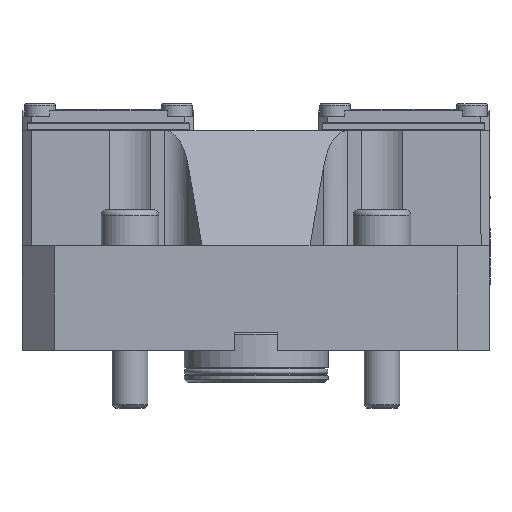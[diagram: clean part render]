
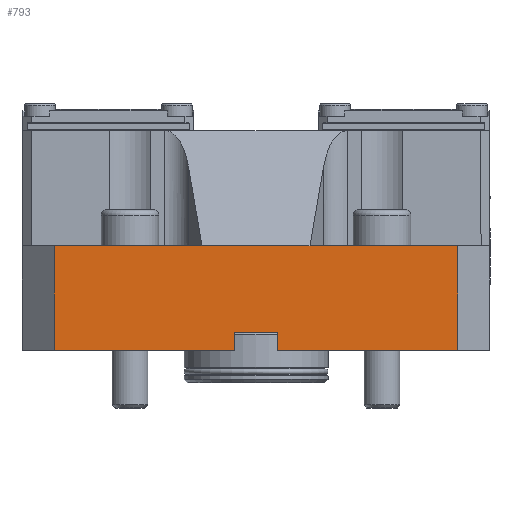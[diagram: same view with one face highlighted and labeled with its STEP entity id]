
A CAD part, top view. The second image highlights one B-rep face of the part: STEP entity #793.
In plain terms, the highlighted planar face has unit normal (0, 0, 1).
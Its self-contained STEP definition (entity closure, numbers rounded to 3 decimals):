
#48 = DIRECTION ( 'NONE',  ( -1., 0., 0. ) ) ;
#182 = CARTESIAN_POINT ( 'NONE',  ( 56., 29., 39. ) ) ;
#287 = DIRECTION ( 'NONE',  ( 0., -1., 0. ) ) ;
#613 = ORIENTED_EDGE ( 'NONE', *, *, #21530, .F. ) ;
#793 = ADVANCED_FACE ( 'NONE', ( #25659 ), #17712, .T. ) ;
#893 = EDGE_CURVE ( 'NONE', #18461, #21349, #1399, .T. ) ;
#1320 = EDGE_CURVE ( 'NONE', #25741, #3169, #15355, .T. ) ;
#1366 = VECTOR ( 'NONE', #10427, 1000. ) ;
#1399 = LINE ( 'NONE', #11390, #28059 ) ;
#1662 = VERTEX_POINT ( 'NONE', #6598 ) ;
#2088 = VECTOR ( 'NONE', #25758, 1000. ) ;
#2229 = CARTESIAN_POINT ( 'NONE',  ( 65., 0., 39. ) ) ;
#2535 = ORIENTED_EDGE ( 'NONE', *, *, #11632, .T. ) ;
#2855 = EDGE_CURVE ( 'NONE', #9325, #23772, #24889, .T. ) ;
#3169 = VERTEX_POINT ( 'NONE', #6391 ) ;
#3388 = ORIENTED_EDGE ( 'NONE', *, *, #16127, .T. ) ;
#3495 = DIRECTION ( 'NONE',  ( -1., 0., 0. ) ) ;
#3562 = ORIENTED_EDGE ( 'NONE', *, *, #9436, .F. ) ;
#3750 = LINE ( 'NONE', #17122, #1366 ) ;
#4392 = VERTEX_POINT ( 'NONE', #10842 ) ;
#4430 = CARTESIAN_POINT ( 'NONE',  ( 6., 0., 39. ) ) ;
#4591 = DIRECTION ( 'NONE',  ( 0., 0., 1. ) ) ;
#4929 = CARTESIAN_POINT ( 'NONE',  ( 15., 29., 39. ) ) ;
#5756 = LINE ( 'NONE', #17858, #6443 ) ;
#6092 = VECTOR ( 'NONE', #9624, 1000. ) ;
#6368 = VERTEX_POINT ( 'NONE', #182 ) ;
#6391 = CARTESIAN_POINT ( 'NONE',  ( -15., 29., 39. ) ) ;
#6443 = VECTOR ( 'NONE', #287, 1000. ) ;
#6598 = CARTESIAN_POINT ( 'NONE',  ( -6., 0., 39. ) ) ;
#6711 = DIRECTION ( 'NONE',  ( 1., 0., 0. ) ) ;
#7030 = CARTESIAN_POINT ( 'NONE',  ( -6., 5., 39. ) ) ;
#7646 = DIRECTION ( 'NONE',  ( 1., 0., 0. ) ) ;
#7798 = ORIENTED_EDGE ( 'NONE', *, *, #23774, .T. ) ;
#7879 = LINE ( 'NONE', #11969, #18843 ) ;
#7926 = DIRECTION ( 'NONE',  ( 1., 0., 0. ) ) ;
#9325 = VERTEX_POINT ( 'NONE', #14522 ) ;
#9436 = EDGE_CURVE ( 'NONE', #19744, #6368, #3750, .T. ) ;
#9624 = DIRECTION ( 'NONE',  ( -1., 0., 0. ) ) ;
#10024 = LINE ( 'NONE', #19813, #16175 ) ;
#10140 = VECTOR ( 'NONE', #14851, 1000. ) ;
#10285 = EDGE_LOOP ( 'NONE', ( #3388, #16308, #7798, #3562, #13420, #21946, #2535, #613, #25491, #10478 ) ) ;
#10427 = DIRECTION ( 'NONE',  ( 1., 0., 0. ) ) ;
#10478 = ORIENTED_EDGE ( 'NONE', *, *, #893, .F. ) ;
#10842 = CARTESIAN_POINT ( 'NONE',  ( -56., 0., 39. ) ) ;
#11140 = VECTOR ( 'NONE', #3495, 1000. ) ;
#11390 = CARTESIAN_POINT ( 'NONE',  ( -6., 5., 39. ) ) ;
#11632 = EDGE_CURVE ( 'NONE', #25741, #4392, #5756, .T. ) ;
#11844 = LINE ( 'NONE', #25073, #11140 ) ;
#11969 = CARTESIAN_POINT ( 'NONE',  ( -65., 29., 39. ) ) ;
#13269 = CARTESIAN_POINT ( 'NONE',  ( -65., 29., 39. ) ) ;
#13420 = ORIENTED_EDGE ( 'NONE', *, *, #25949, .F. ) ;
#13539 = LINE ( 'NONE', #27964, #10140 ) ;
#14522 = CARTESIAN_POINT ( 'NONE',  ( 56., 0., 39. ) ) ;
#14851 = DIRECTION ( 'NONE',  ( 0., -1., 0. ) ) ;
#15228 = CARTESIAN_POINT ( 'NONE',  ( -56., 29., 39. ) ) ;
#15355 = LINE ( 'NONE', #13269, #25988 ) ;
#16127 = EDGE_CURVE ( 'NONE', #18461, #23772, #17148, .T. ) ;
#16175 = VECTOR ( 'NONE', #26405, 1000. ) ;
#16308 = ORIENTED_EDGE ( 'NONE', *, *, #2855, .F. ) ;
#17122 = CARTESIAN_POINT ( 'NONE',  ( 65., 29., 39. ) ) ;
#17148 = LINE ( 'NONE', #21536, #2088 ) ;
#17712 = PLANE ( 'NONE',  #24558 ) ;
#17858 = CARTESIAN_POINT ( 'NONE',  ( -56., 0., 39. ) ) ;
#18231 = CARTESIAN_POINT ( 'NONE',  ( 6., 5., 39. ) ) ;
#18461 = VERTEX_POINT ( 'NONE', #18231 ) ;
#18843 = VECTOR ( 'NONE', #7646, 1000. ) ;
#19744 = VERTEX_POINT ( 'NONE', #4929 ) ;
#19813 = CARTESIAN_POINT ( 'NONE',  ( 56., 0., 39. ) ) ;
#21349 = VERTEX_POINT ( 'NONE', #7030 ) ;
#21530 = EDGE_CURVE ( 'NONE', #1662, #4392, #11844, .T. ) ;
#21536 = CARTESIAN_POINT ( 'NONE',  ( 6., 5., 39. ) ) ;
#21808 = EDGE_CURVE ( 'NONE', #21349, #1662, #13539, .T. ) ;
#21946 = ORIENTED_EDGE ( 'NONE', *, *, #1320, .F. ) ;
#23772 = VERTEX_POINT ( 'NONE', #4430 ) ;
#23774 = EDGE_CURVE ( 'NONE', #9325, #6368, #10024, .T. ) ;
#24558 = AXIS2_PLACEMENT_3D ( 'NONE', #2229, #4591, #6711 ) ;
#24889 = LINE ( 'NONE', #27338, #6092 ) ;
#25073 = CARTESIAN_POINT ( 'NONE',  ( -65., 0., 39. ) ) ;
#25491 = ORIENTED_EDGE ( 'NONE', *, *, #21808, .F. ) ;
#25659 = FACE_OUTER_BOUND ( 'NONE', #10285, .T. ) ;
#25741 = VERTEX_POINT ( 'NONE', #15228 ) ;
#25758 = DIRECTION ( 'NONE',  ( 0., -1., 0. ) ) ;
#25949 = EDGE_CURVE ( 'NONE', #3169, #19744, #7879, .T. ) ;
#25988 = VECTOR ( 'NONE', #7926, 1000. ) ;
#26405 = DIRECTION ( 'NONE',  ( 0., 1., 0. ) ) ;
#27338 = CARTESIAN_POINT ( 'NONE',  ( -65., 0., 39. ) ) ;
#27964 = CARTESIAN_POINT ( 'NONE',  ( -6., 5., 39. ) ) ;
#28059 = VECTOR ( 'NONE', #48, 1000. ) ;
